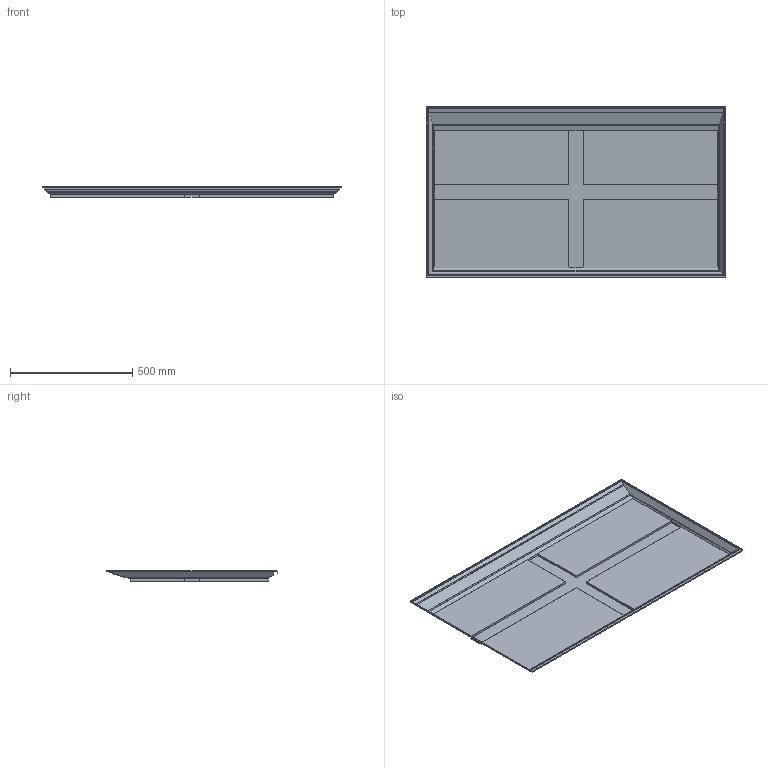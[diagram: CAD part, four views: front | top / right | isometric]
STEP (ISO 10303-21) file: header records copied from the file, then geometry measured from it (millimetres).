
FILE_DESCRIPTION((''),'2;1');
FILE_NAME('55UA75_COVER_BOTTOM','2025-09-29T09:23:04',('minook.lee'),(''),'CREO PARAMETRIC BY PTC INC, 2022414','CREO PARAMETRIC BY PTC INC, 2022414','');
FILE_SCHEMA(('CONFIG_CONTROL_DESIGN','SHAPE_APPEARANCE_LAYERS_GROUPS'));
Length unit declared in the file: millimetre
Products named in the file (1): 55UA75_COVER_BOTTOM
Bounding box: 1221.82 x 699.31 x 41.9 mm (x, y, z)
Volume: 474354.7 mm3; surface area: 1899351.8 mm2
Topology: 1 solids, 1 shells, 116 faces, 318 edges, 208 vertices
Faces by surface type: plane 104, cone 8, cylinder 4
Entity records: 3775 total; most frequent: CARTESIAN_POINT 642, ORIENTED_EDGE 636, DIRECTION 574, EDGE_CURVE 318, VECTOR 294, LINE 294, VERTEX_POINT 208, AXIS2_PLACEMENT_3D 140
